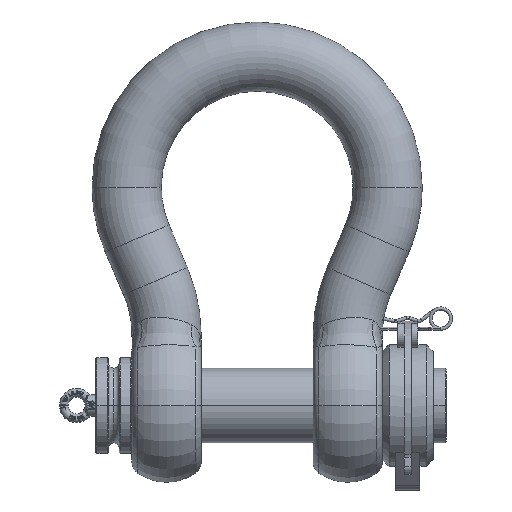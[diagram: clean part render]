
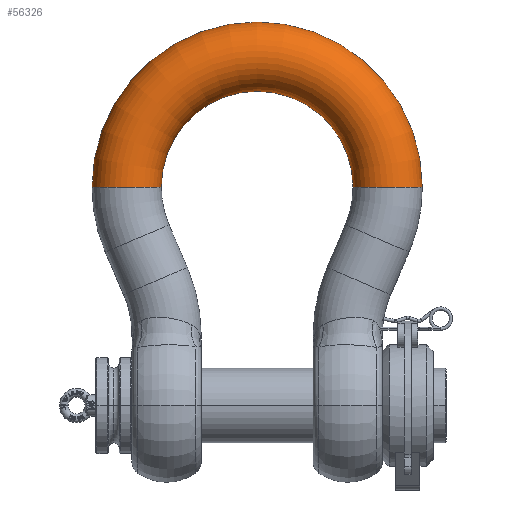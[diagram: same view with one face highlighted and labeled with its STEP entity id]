
A CAD part, top view. The second image highlights one B-rep face of the part: STEP entity #56326.
In plain terms, the highlighted toroidal (fillet/blend) face has major radius 122.5 mm and minor radius 32.5 mm.
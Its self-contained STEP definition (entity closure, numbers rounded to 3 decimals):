
#1107 = EDGE_LOOP ( 'NONE', ( #4785, #21342, #7512, #33152 ) ) ;
#2398 = VERTEX_POINT ( 'NONE', #21902 ) ;
#2460 = EDGE_CURVE ( 'NONE', #2398, #2891, #37128, .T. ) ;
#2891 = VERTEX_POINT ( 'NONE', #34556 ) ;
#4785 = ORIENTED_EDGE ( 'NONE', *, *, #2460, .F. ) ;
#6245 = VERTEX_POINT ( 'NONE', #40879 ) ;
#7512 = ORIENTED_EDGE ( 'NONE', *, *, #9222, .T. ) ;
#9222 = EDGE_CURVE ( 'NONE', #22841, #6245, #26045, .T. ) ;
#10208 = AXIS2_PLACEMENT_3D ( 'NONE', #12357, #46513, #17251 ) ;
#12357 = CARTESIAN_POINT ( 'NONE',  ( 0., 0., 0. ) ) ;
#12572 = EDGE_CURVE ( 'NONE', #2891, #6245, #42020, .T. ) ;
#13176 = DIRECTION ( 'NONE',  ( 0., 0., 1. ) ) ;
#17251 = DIRECTION ( 'NONE',  ( 1., 0., 0. ) ) ;
#18102 = DIRECTION ( 'NONE',  ( 1., 0., 0. ) ) ;
#21342 = ORIENTED_EDGE ( 'NONE', *, *, #56212, .T. ) ;
#21902 = CARTESIAN_POINT ( 'NONE',  ( 155., 0., 0. ) ) ;
#22427 = CARTESIAN_POINT ( 'NONE',  ( -155., 0., 0. ) ) ;
#22824 = CARTESIAN_POINT ( 'NONE',  ( 0., 0., 0. ) ) ;
#22841 = VERTEX_POINT ( 'NONE', #22427 ) ;
#26045 = CIRCLE ( 'NONE', #53430, 32.5 ) ;
#27618 = DIRECTION ( 'NONE',  ( -1., 0., 0. ) ) ;
#27877 = AXIS2_PLACEMENT_3D ( 'NONE', #59338, #59201, #59125 ) ;
#28152 = DIRECTION ( 'NONE',  ( 0., 1., 0. ) ) ;
#28656 = CARTESIAN_POINT ( 'NONE',  ( -122.5, 0., 0. ) ) ;
#33149 = AXIS2_PLACEMENT_3D ( 'NONE', #22824, #13176, #18102 ) ;
#33152 = ORIENTED_EDGE ( 'NONE', *, *, #12572, .F. ) ;
#33952 = AXIS2_PLACEMENT_3D ( 'NONE', #55653, #55529, #55449 ) ;
#34556 = CARTESIAN_POINT ( 'NONE',  ( 90., 0., 0. ) ) ;
#37128 = CIRCLE ( 'NONE', #27877, 32.5 ) ;
#40879 = CARTESIAN_POINT ( 'NONE',  ( -90., 0., 0. ) ) ;
#42020 = CIRCLE ( 'NONE', #33952, 90. ) ;
#46513 = DIRECTION ( 'NONE',  ( 0., 0., 1. ) ) ;
#53430 = AXIS2_PLACEMENT_3D ( 'NONE', #28656, #28152, #27618 ) ;
#54196 = TOROIDAL_SURFACE ( 'NONE', #33149, 122.5, 32.5 ) ;
#54564 = CIRCLE ( 'NONE', #10208, 155. ) ;
#54948 = FACE_OUTER_BOUND ( 'NONE', #1107, .T. ) ;
#55449 = DIRECTION ( 'NONE',  ( 1., 0., 0. ) ) ;
#55529 = DIRECTION ( 'NONE',  ( 0., 0., 1. ) ) ;
#55653 = CARTESIAN_POINT ( 'NONE',  ( 0., 0., 0. ) ) ;
#56212 = EDGE_CURVE ( 'NONE', #2398, #22841, #54564, .T. ) ;
#56326 = ADVANCED_FACE ( 'NONE', ( #54948 ), #54196, .T. ) ;
#59125 = DIRECTION ( 'NONE',  ( 0., 0., -1. ) ) ;
#59201 = DIRECTION ( 'NONE',  ( 0., -1., 0. ) ) ;
#59338 = CARTESIAN_POINT ( 'NONE',  ( 122.5, 0., 0. ) ) ;
